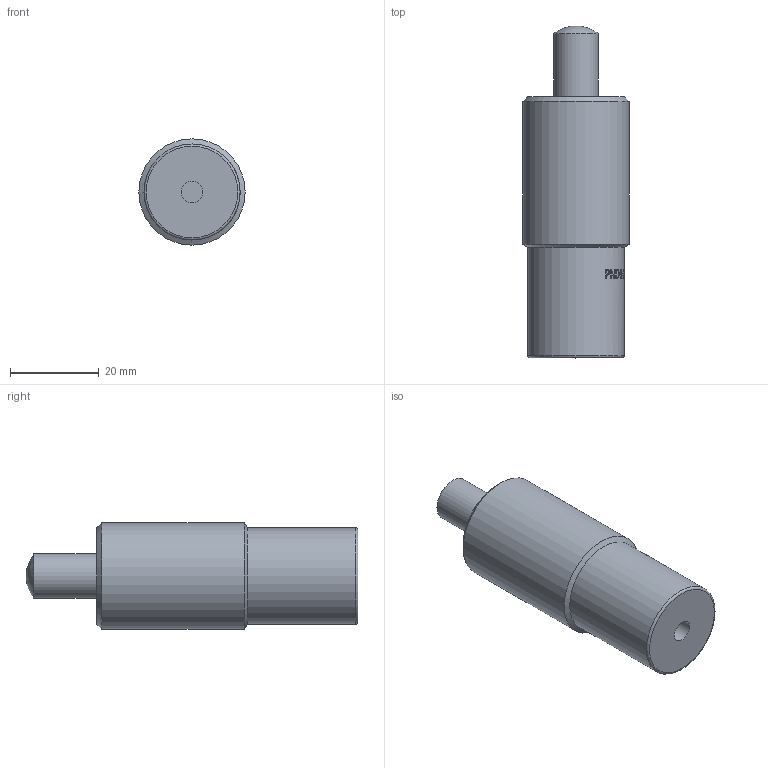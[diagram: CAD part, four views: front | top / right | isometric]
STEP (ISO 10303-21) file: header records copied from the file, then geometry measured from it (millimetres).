
FILE_DESCRIPTION(/* description */ (''),/* implementation_level */ '2;1');
FILE_NAME(/* name */ 'PNDR-24-10-015.stp',/* time_stamp */ '2024-12-03T11:48:04-03:00',/* author */ ('filippi'),/* organization */ (''),/* preprocessor_version */ 'ST-DEVELOPER v19',/* originating_system */ 'Autodesk Inventor 2023',/* authorisation */ '');
FILE_SCHEMA (('AUTOMOTIVE_DESIGN { 1 0 10303 214 3 1 1 }'));
Length unit declared in the file: millimetre
Products named in the file (3): PNDR-24-10-015; CORPO - PNDR-24-10-015; HASTE - PNDR-24-10-015
Assembly tree (2 placements, depth 2):
  PNDR-24-10-015
    CORPO - PNDR-24-10-015
    HASTE - PNDR-24-10-015
Bounding box: 24 x 74.95 x 24 mm (x, y, z)
Volume: 23646 mm3; surface area: 6673.6 mm2
Topology: 2 solids, 2 shells, 232 faces, 614 edges, 408 vertices
Faces by surface type: plane 111, bspline 79, cylinder 37, cone 3, torus 1, sphere 1
Full cylindrical faces by diameter (mm): 4.917 x1, 10 x2, 21.7 x1, 24 x1
Entity records: 9492 total; most frequent: CARTESIAN_POINT 3794, ORIENTED_EDGE 1226, DIRECTION 905, EDGE_CURVE 613, VERTEX_POINT 408, LINE 323, VECTOR 323, AXIS2_PLACEMENT_3D 291
